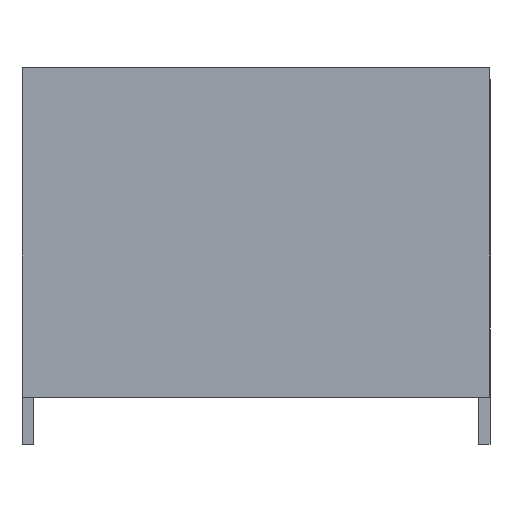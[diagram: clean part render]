
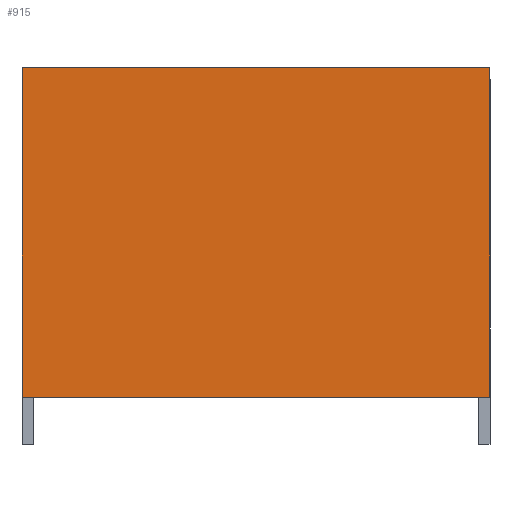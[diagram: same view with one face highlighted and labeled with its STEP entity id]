
A CAD part, front view. The second image highlights one B-rep face of the part: STEP entity #915.
In plain terms, the highlighted planar face has unit normal (0, -1, 0).
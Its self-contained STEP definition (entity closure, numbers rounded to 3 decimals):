
#44=FACE_OUTER_BOUND('',#90,.T.);
#90=EDGE_LOOP('',(#685,#686,#687,#688));
#180=LINE('',#1377,#306);
#195=LINE('',#1406,#321);
#196=LINE('',#1408,#322);
#197=LINE('',#1409,#323);
#306=VECTOR('',#1103,14.);
#321=VECTOR('',#1126,19.9);
#322=VECTOR('',#1127,14.);
#323=VECTOR('',#1128,19.9);
#426=VERTEX_POINT('',#1374);
#427=VERTEX_POINT('',#1376);
#437=VERTEX_POINT('',#1405);
#438=VERTEX_POINT('',#1407);
#520=EDGE_CURVE('',#427,#426,#180,.T.);
#535=EDGE_CURVE('',#426,#437,#195,.T.);
#536=EDGE_CURVE('',#438,#437,#196,.T.);
#537=EDGE_CURVE('',#427,#438,#197,.T.);
#685=ORIENTED_EDGE('',*,*,#520,.T.);
#686=ORIENTED_EDGE('',*,*,#535,.T.);
#687=ORIENTED_EDGE('',*,*,#536,.F.);
#688=ORIENTED_EDGE('',*,*,#537,.F.);
#872=PLANE('',#981);
#915=ADVANCED_FACE('',(#44),#872,.F.);
#981=AXIS2_PLACEMENT_3D('',#1404,#1124,#1125);
#1103=DIRECTION('',(0.,0.,-1.));
#1124=DIRECTION('center_axis',(0.,1.,0.));
#1125=DIRECTION('ref_axis',(0.,0.,1.));
#1126=DIRECTION('',(1.,0.,0.));
#1127=DIRECTION('',(0.,0.,-1.));
#1128=DIRECTION('',(1.,0.,0.));
#1374=CARTESIAN_POINT('',(-9.68,-29.,0.));
#1376=CARTESIAN_POINT('',(-9.68,-29.,14.));
#1377=CARTESIAN_POINT('',(-9.68,-29.,14.));
#1404=CARTESIAN_POINT('Origin',(-9.68,-29.,14.));
#1405=CARTESIAN_POINT('',(10.22,-29.,0.));
#1406=CARTESIAN_POINT('',(-9.68,-29.,0.));
#1407=CARTESIAN_POINT('',(10.22,-29.,14.));
#1408=CARTESIAN_POINT('',(10.22,-29.,14.));
#1409=CARTESIAN_POINT('',(-9.68,-29.,14.));
